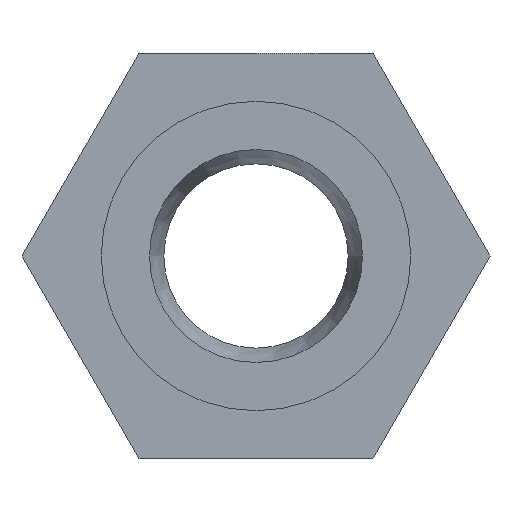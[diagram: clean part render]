
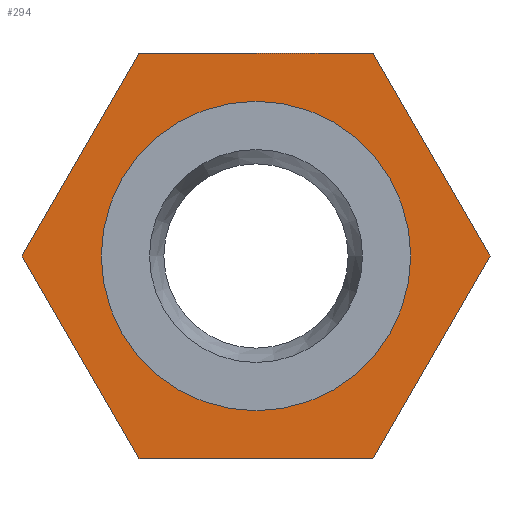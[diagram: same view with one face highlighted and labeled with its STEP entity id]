
A CAD part, front view. The second image highlights one B-rep face of the part: STEP entity #294.
In plain terms, the highlighted planar face has unit normal (0, -1, 0).
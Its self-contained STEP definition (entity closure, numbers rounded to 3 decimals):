
#22=LINE($,#473,#41);
#25=LINE($,#478,#44);
#27=LINE($,#482,#46);
#29=LINE($,#486,#48);
#31=LINE($,#490,#50);
#33=LINE($,#493,#52);
#41=VECTOR($,#393,31.754);
#44=VECTOR($,#398,31.754);
#46=VECTOR($,#402,31.754);
#48=VECTOR($,#406,31.754);
#50=VECTOR($,#410,31.754);
#52=VECTOR($,#414,31.754);
#64=PLANE($,#330);
#84=FACE_BOUND($,#138,.T.);
#104=FACE_OUTER_BOUND($,#137,.T.);
#137=EDGE_LOOP($,(#263,#264,#265,#266,#267,#268));
#138=EDGE_LOOP($,(#269));
#150=CIRCLE($,#318,21.);
#163=VERTEX_POINT($,#450);
#171=VERTEX_POINT($,#471);
#172=VERTEX_POINT($,#472);
#173=VERTEX_POINT($,#477);
#174=VERTEX_POINT($,#481);
#175=VERTEX_POINT($,#485);
#176=VERTEX_POINT($,#489);
#188=EDGE_CURVE($,#163,#163,#150,.T.);
#196=EDGE_CURVE($,#171,#172,#22,.T.);
#199=EDGE_CURVE($,#172,#173,#25,.T.);
#201=EDGE_CURVE($,#173,#174,#27,.T.);
#203=EDGE_CURVE($,#174,#175,#29,.T.);
#205=EDGE_CURVE($,#175,#176,#31,.T.);
#207=EDGE_CURVE($,#176,#171,#33,.T.);
#263=ORIENTED_EDGE($,*,*,#196,.F.);
#264=ORIENTED_EDGE($,*,*,#207,.F.);
#265=ORIENTED_EDGE($,*,*,#205,.F.);
#266=ORIENTED_EDGE($,*,*,#203,.F.);
#267=ORIENTED_EDGE($,*,*,#201,.F.);
#268=ORIENTED_EDGE($,*,*,#199,.F.);
#269=ORIENTED_EDGE($,*,*,#188,.T.);
#294=ADVANCED_FACE($,(#104,#84),#64,.F.);
#318=AXIS2_PLACEMENT_3D($,#451,#373,#374);
#330=AXIS2_PLACEMENT_3D($,#494,#415,#416);
#373=DIRECTION('center_axis',(0.,1.,0.));
#374=DIRECTION('ref_axis',(1.,0.,0.));
#393=DIRECTION($,(1.,0.,0.));
#398=DIRECTION($,(0.5,0.,-0.866));
#402=DIRECTION($,(-0.5,0.,-0.866));
#406=DIRECTION($,(-1.,0.,0.));
#410=DIRECTION($,(-0.5,0.,0.866));
#414=DIRECTION($,(0.5,0.,0.866));
#415=DIRECTION('center_axis',(0.,1.,0.));
#416=DIRECTION('ref_axis',(0.,0.,1.));
#450=CARTESIAN_POINT('',(47.044,12.846,0.));
#451=CARTESIAN_POINT('Origin',(68.044,12.846,0.));
#471=CARTESIAN_POINT('',(52.167,12.846,27.5));
#472=CARTESIAN_POINT('',(83.921,12.846,27.5));
#473=CARTESIAN_POINT($,(52.167,12.846,27.5));
#477=CARTESIAN_POINT('',(99.799,12.846,0.));
#478=CARTESIAN_POINT($,(83.921,12.846,27.5));
#481=CARTESIAN_POINT('',(83.921,12.846,-27.5));
#482=CARTESIAN_POINT($,(99.799,12.846,0.));
#485=CARTESIAN_POINT('',(52.167,12.846,-27.5));
#486=CARTESIAN_POINT($,(83.921,12.846,-27.5));
#489=CARTESIAN_POINT('',(36.29,12.846,0.));
#490=CARTESIAN_POINT($,(52.167,12.846,-27.5));
#493=CARTESIAN_POINT($,(36.29,12.846,0.));
#494=CARTESIAN_POINT('Origin',(68.044,12.846,0.));
